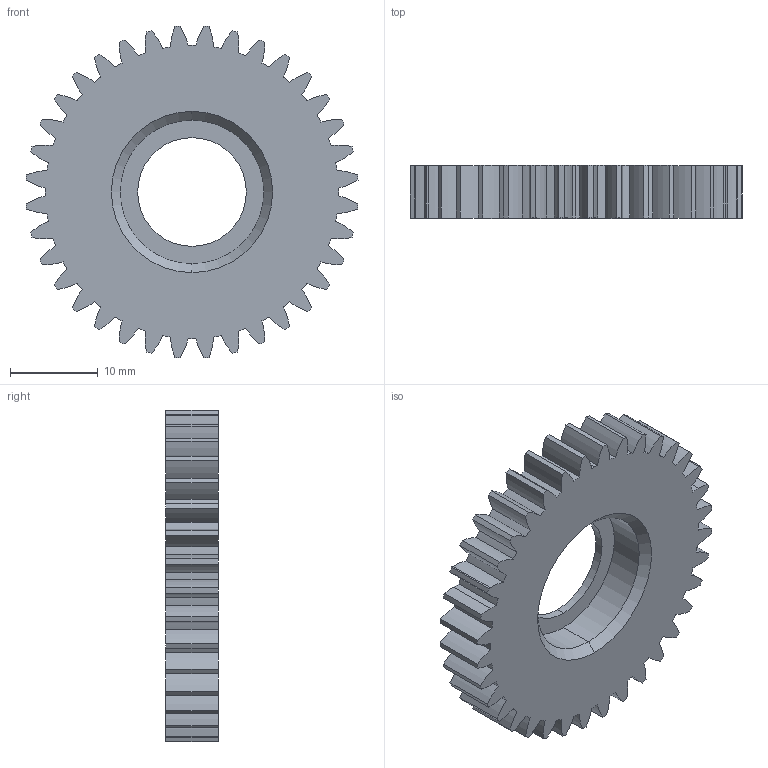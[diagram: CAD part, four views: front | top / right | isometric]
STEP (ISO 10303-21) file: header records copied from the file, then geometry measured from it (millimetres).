
FILE_DESCRIPTION (( 'STEP AP214' ), '1' );
FILE_NAME ('Planetary Gearbox-Planet.STEP', '2023-04-30T09:48:54', ( '' ), ( '' ), 'SwSTEP 2.0', 'SolidWorks 2019', '' );
FILE_SCHEMA (( 'AUTOMOTIVE_DESIGN' ));
Length unit declared in the file: millimetre
Products named in the file (1): Planetary Gearbox-Planet
Bounding box: 37.9 x 6 x 37.9 mm (x, y, z)
Volume: 4788.4 mm3; surface area: 3386 mm2
Topology: 1 solids, 1 shells, 158 faces, 463 edges, 308 vertices
Faces by surface type: cylinder 153, plane 3, cone 2
Entity records: 5477 total; most frequent: DIRECTION 1089, CARTESIAN_POINT 930, ORIENTED_EDGE 926, AXIS2_PLACEMENT_3D 467, EDGE_CURVE 463, CIRCLE 308, VERTEX_POINT 308, EDGE_LOOP 161
